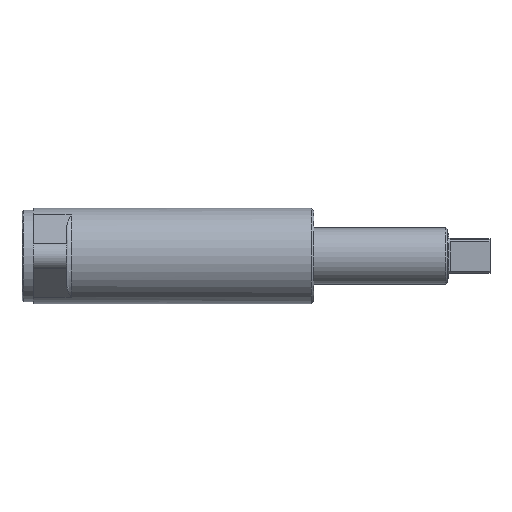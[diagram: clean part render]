
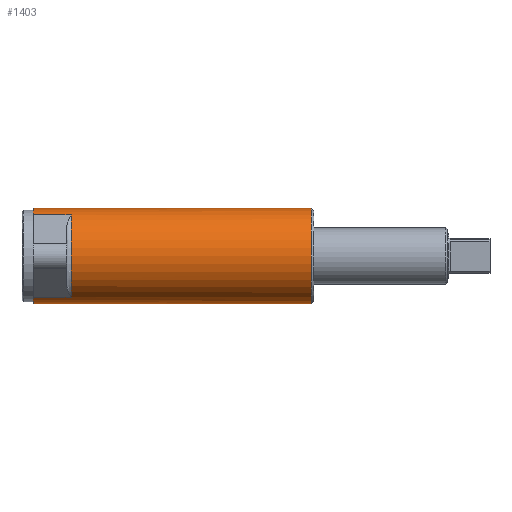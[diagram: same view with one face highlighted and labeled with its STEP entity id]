
A CAD part, front view. The second image highlights one B-rep face of the part: STEP entity #1403.
In plain terms, the highlighted cylindrical face has radius 26.988 mm (diameter 53.975 mm), a partial arc.
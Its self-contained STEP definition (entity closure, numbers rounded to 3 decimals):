
#80 = ORIENTED_EDGE ( 'NONE', *, *, #2169, .F. ) ;
#83 = ORIENTED_EDGE ( 'NONE', *, *, #1667, .T. ) ;
#112 = CIRCLE ( 'NONE', #4508, 26.988 ) ;
#114 = ORIENTED_EDGE ( 'NONE', *, *, #2024, .T. ) ;
#232 = CIRCLE ( 'NONE', #575, 26.987 ) ;
#365 = AXIS2_PLACEMENT_3D ( 'NONE', #2530, #1142, #3610 ) ;
#367 = VERTEX_POINT ( 'NONE', #4415 ) ;
#475 = CARTESIAN_POINT ( 'NONE',  ( 0., 0., 0. ) ) ;
#492 = CARTESIAN_POINT ( 'NONE',  ( 0., 0., -26.987 ) ) ;
#498 = CARTESIAN_POINT ( 'NONE',  ( 139.7, -13.699, 23.252 ) ) ;
#575 = AXIS2_PLACEMENT_3D ( 'NONE', #475, #2954, #830 ) ;
#587 = EDGE_LOOP ( 'NONE', ( #1679, #702, #1749, #833, #2117, #80, #114, #83 ) ) ;
#702 = ORIENTED_EDGE ( 'NONE', *, *, #3296, .F. ) ;
#796 = VECTOR ( 'NONE', #3916, 1000. ) ;
#830 = DIRECTION ( 'NONE',  ( 0., 0., 1. ) ) ;
#833 = ORIENTED_EDGE ( 'NONE', *, *, #2788, .T. ) ;
#961 = LINE ( 'NONE', #2292, #3674 ) ;
#1142 = DIRECTION ( 'NONE',  ( 1., 0., 0. ) ) ;
#1201 = CARTESIAN_POINT ( 'NONE',  ( 0., -13.699, 23.252 ) ) ;
#1403 = ADVANCED_FACE ( 'NONE', ( #4329 ), #2318, .T. ) ;
#1516 = VERTEX_POINT ( 'NONE', #3681 ) ;
#1667 = EDGE_CURVE ( 'NONE', #367, #3700, #1903, .T. ) ;
#1679 = ORIENTED_EDGE ( 'NONE', *, *, #3448, .F. ) ;
#1749 = ORIENTED_EDGE ( 'NONE', *, *, #3350, .F. ) ;
#1871 = VERTEX_POINT ( 'NONE', #2799 ) ;
#1881 = CARTESIAN_POINT ( 'NONE',  ( 21.431, 0., 0. ) ) ;
#1903 = CIRCLE ( 'NONE', #4416, 26.987 ) ;
#1907 = CARTESIAN_POINT ( 'NONE',  ( 0., 0., 0. ) ) ;
#1951 = DIRECTION ( 'NONE',  ( -1., 0., 0. ) ) ;
#2024 = EDGE_CURVE ( 'NONE', #3942, #367, #2671, .T. ) ;
#2065 = AXIS2_PLACEMENT_3D ( 'NONE', #1881, #4369, #2247 ) ;
#2117 = ORIENTED_EDGE ( 'NONE', *, *, #2238, .T. ) ;
#2125 = CIRCLE ( 'NONE', #2065, 26.987 ) ;
#2169 = EDGE_CURVE ( 'NONE', #3942, #1871, #232, .T. ) ;
#2238 = EDGE_CURVE ( 'NONE', #1516, #1871, #961, .T. ) ;
#2247 = DIRECTION ( 'NONE',  ( 0., 0., -1. ) ) ;
#2267 = DIRECTION ( 'NONE',  ( 0., 0., 1. ) ) ;
#2284 = DIRECTION ( 'NONE',  ( -1., 0., 0. ) ) ;
#2292 = CARTESIAN_POINT ( 'NONE',  ( 139.7, -13.699, -23.252 ) ) ;
#2318 = CYLINDRICAL_SURFACE ( 'NONE', #365, 26.987 ) ;
#2499 = LINE ( 'NONE', #3373, #4283 ) ;
#2518 = VERTEX_POINT ( 'NONE', #3491 ) ;
#2530 = CARTESIAN_POINT ( 'NONE',  ( 19.05, 0., 0. ) ) ;
#2671 = LINE ( 'NONE', #3546, #796 ) ;
#2712 = VECTOR ( 'NONE', #2284, 1000. ) ;
#2788 = EDGE_CURVE ( 'NONE', #3569, #1516, #2125, .T. ) ;
#2799 = CARTESIAN_POINT ( 'NONE',  ( 0., -13.699, -23.252 ) ) ;
#2835 = CARTESIAN_POINT ( 'NONE',  ( 157.226, 0., 26.987 ) ) ;
#2954 = DIRECTION ( 'NONE',  ( -1., 0., 0. ) ) ;
#3296 = EDGE_CURVE ( 'NONE', #3924, #2518, #112, .T. ) ;
#3350 = EDGE_CURVE ( 'NONE', #3569, #3924, #3666, .T. ) ;
#3373 = CARTESIAN_POINT ( 'NONE',  ( 19.05, 0., 26.987 ) ) ;
#3448 = EDGE_CURVE ( 'NONE', #2518, #3700, #2499, .T. ) ;
#3465 = CARTESIAN_POINT ( 'NONE',  ( 21.431, -13.699, 23.252 ) ) ;
#3491 = CARTESIAN_POINT ( 'NONE',  ( 0., 0., 26.988 ) ) ;
#3546 = CARTESIAN_POINT ( 'NONE',  ( 19.05, 0., -26.987 ) ) ;
#3569 = VERTEX_POINT ( 'NONE', #3465 ) ;
#3610 = DIRECTION ( 'NONE',  ( 0., 0., -1. ) ) ;
#3666 = LINE ( 'NONE', #498, #2712 ) ;
#3674 = VECTOR ( 'NONE', #3699, 1000. ) ;
#3681 = CARTESIAN_POINT ( 'NONE',  ( 21.431, -13.699, -23.252 ) ) ;
#3699 = DIRECTION ( 'NONE',  ( -1., 0., 0. ) ) ;
#3700 = VERTEX_POINT ( 'NONE', #2835 ) ;
#3735 = DIRECTION ( 'NONE',  ( 1., 0., 0. ) ) ;
#3916 = DIRECTION ( 'NONE',  ( 1., 0., 0. ) ) ;
#3924 = VERTEX_POINT ( 'NONE', #1201 ) ;
#3942 = VERTEX_POINT ( 'NONE', #492 ) ;
#4087 = CARTESIAN_POINT ( 'NONE',  ( 157.226, 0., 0. ) ) ;
#4283 = VECTOR ( 'NONE', #3735, 1000. ) ;
#4329 = FACE_OUTER_BOUND ( 'NONE', #587, .T. ) ;
#4369 = DIRECTION ( 'NONE',  ( 1., 0., 0. ) ) ;
#4396 = DIRECTION ( 'NONE',  ( -1., 0., 0. ) ) ;
#4415 = CARTESIAN_POINT ( 'NONE',  ( 157.226, 0., -26.987 ) ) ;
#4416 = AXIS2_PLACEMENT_3D ( 'NONE', #4087, #1951, #4439 ) ;
#4439 = DIRECTION ( 'NONE',  ( 0., 0., -1. ) ) ;
#4508 = AXIS2_PLACEMENT_3D ( 'NONE', #1907, #4396, #2267 ) ;
